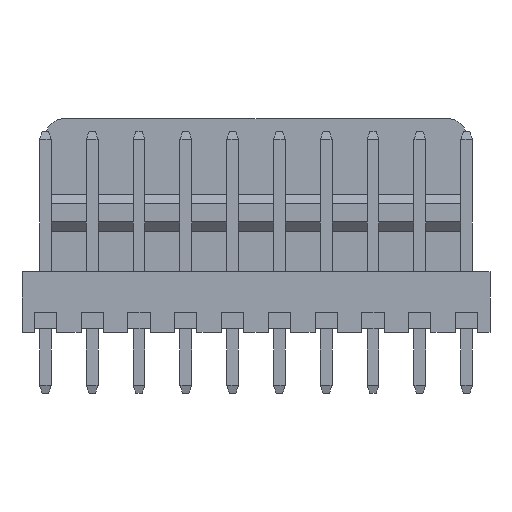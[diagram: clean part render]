
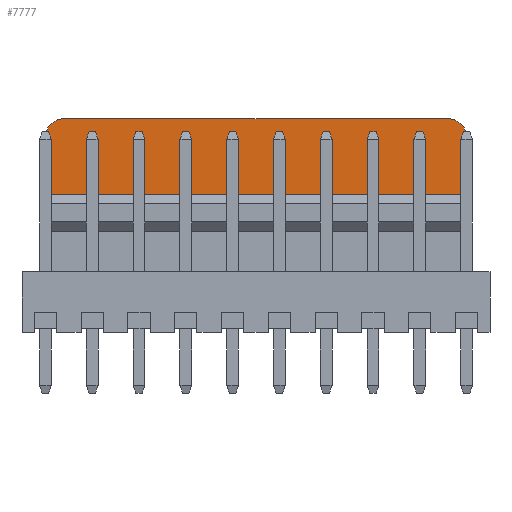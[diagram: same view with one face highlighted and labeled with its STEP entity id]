
A CAD part, front view. The second image highlights one B-rep face of the part: STEP entity #7777.
In plain terms, the highlighted planar face has unit normal (0, -1, 0).
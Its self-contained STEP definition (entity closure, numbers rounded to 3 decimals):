
#740=CARTESIAN_POINT('',(5.35,1.7,11.6));
#741=VERTEX_POINT('',#740);
#748=CARTESIAN_POINT('',(6.35,1.7,10.6));
#749=VERTEX_POINT('',#748);
#750=CARTESIAN_POINT('',(5.35,1.7,10.6));
#751=DIRECTION('',(0.,0.,1.));
#752=DIRECTION('',(0.,1.,0.));
#753=AXIS2_PLACEMENT_3D('',#750,#752,#751);
#754=CIRCLE('',#753,1.);
#755=EDGE_CURVE('',#741,#749,#754,.T.);
#780=CARTESIAN_POINT('',(6.35,1.7,7.5));
#781=VERTEX_POINT('',#780);
#829=CARTESIAN_POINT('',(6.35,1.7,10.6));
#830=DIRECTION('',(0.,0.,-1.));
#831=VECTOR('',#830,3.1);
#832=LINE('',#829,#831);
#833=EDGE_CURVE('',#749,#781,#832,.T.);
#4950=CARTESIAN_POINT('',(-16.51,1.7,7.5));
#4951=VERTEX_POINT('',#4950);
#4958=CARTESIAN_POINT('',(-16.51,1.7,10.6));
#4959=VERTEX_POINT('',#4958);
#4960=CARTESIAN_POINT('',(-16.51,1.7,7.5));
#4961=DIRECTION('',(0.,0.,1.));
#4962=VECTOR('',#4961,3.1);
#4963=LINE('',#4960,#4962);
#4964=EDGE_CURVE('',#4951,#4959,#4963,.T.);
#4983=CARTESIAN_POINT('',(-15.51,1.7,11.6));
#4984=VERTEX_POINT('',#4983);
#4985=CARTESIAN_POINT('',(-15.51,1.7,10.6));
#4986=DIRECTION('',(-1.,0.,0.));
#4987=DIRECTION('',(0.,1.,0.));
#4988=AXIS2_PLACEMENT_3D('',#4985,#4987,#4986);
#4989=CIRCLE('',#4988,1.);
#4990=EDGE_CURVE('',#4959,#4984,#4989,.T.);
#5007=CARTESIAN_POINT('',(-15.51,1.7,11.6));
#5008=DIRECTION('',(1.,0.,0.));
#5009=VECTOR('',#5008,20.86);
#5010=LINE('',#5007,#5009);
#5011=EDGE_CURVE('',#4984,#741,#5010,.T.);
#7759=CARTESIAN_POINT('',(-5.08,1.7,9.55));
#7760=DIRECTION('',(0.,0.,-1.));
#7761=DIRECTION('',(0.,-1.,0.));
#7762=AXIS2_PLACEMENT_3D('',#7759,#7761,#7760);
#7763=PLANE('',#7762);
#7764=CARTESIAN_POINT('',(-16.51,1.7,7.5));
#7765=DIRECTION('',(1.,0.,0.));
#7766=VECTOR('',#7765,22.86);
#7767=LINE('',#7764,#7766);
#7768=EDGE_CURVE('',#4951,#781,#7767,.T.);
#7769=ORIENTED_EDGE('',*,*,#7768,.T.);
#7770=ORIENTED_EDGE('',*,*,#833,.F.);
#7771=ORIENTED_EDGE('',*,*,#755,.F.);
#7772=ORIENTED_EDGE('',*,*,#5011,.F.);
#7773=ORIENTED_EDGE('',*,*,#4990,.F.);
#7774=ORIENTED_EDGE('',*,*,#4964,.F.);
#7775=EDGE_LOOP('',(#7769,#7770,#7771,#7772,#7773,#7774));
#7776=FACE_OUTER_BOUND('',#7775,.T.);
#7777=ADVANCED_FACE('',(#7776),#7763,.T.);
